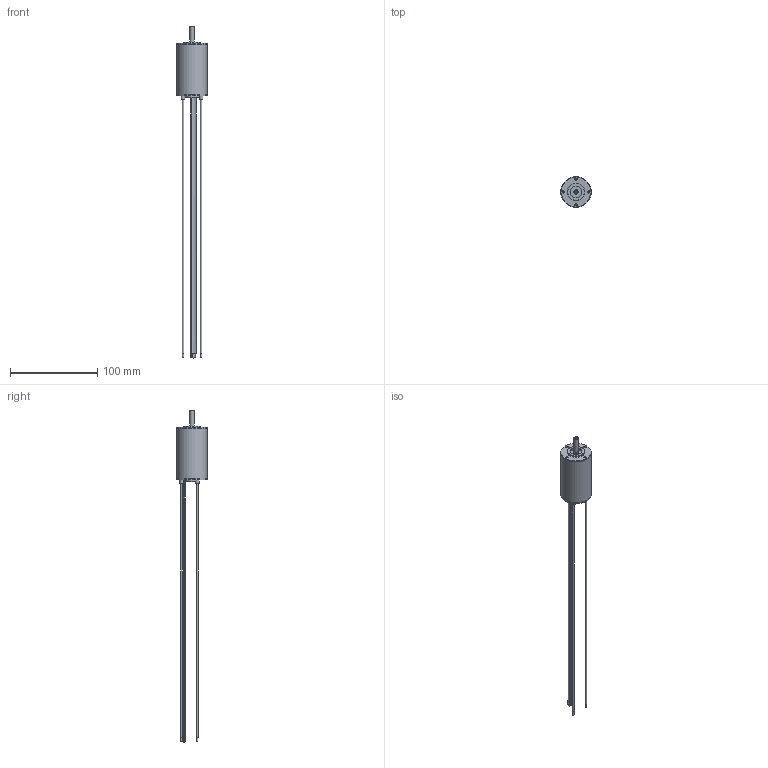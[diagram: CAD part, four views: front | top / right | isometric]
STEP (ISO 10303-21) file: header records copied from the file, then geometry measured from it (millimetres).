
FILE_DESCRIPTION (( 'STEP AP214' ), '1' );
FILE_NAME ('35ECS60.STEP', '2019-01-29T08:42:29', ( '' ), ( '' ), 'SwSTEP 2.0', 'SolidWorks 2018', '' );
FILE_SCHEMA (( 'AUTOMOTIVE_DESIGN' ));
Length unit declared in the file: millimetre
Products named in the file (1): 35ECS60
Bounding box: 35 x 35 x 379.9 mm (x, y, z)
Volume: 62351.3 mm3; surface area: 21131.9 mm2
Topology: 1 solids, 5 shells, 164 faces, 338 edges, 216 vertices
Faces by surface type: cylinder 79, plane 46, cone 37, torus 2
Full cylindrical faces by diameter (mm): 0.25 x2, 0.32 x2, 0.45 x4, 0.6 x5, 1 x13, 1.5 x3, 2 x3, 2.5 x8, 4 x12, 5 x3, 6 x2, 10 x1, 10.4 x1, 13 x1, 13.5 x1, 16 x2, 20 x1, 33.6 x2, 34.5 x1, 34.9 x1, 35 x1
Entity records: 4549 total; most frequent: DIRECTION 682, CARTESIAN_POINT 598, ORIENTED_EDGE 400, AXIS2_PLACEMENT_3D 331, EDGE_LOOP 301, FACE_OUTER_BOUND 235, EDGE_CURVE 200, VERTEX_POINT 175
